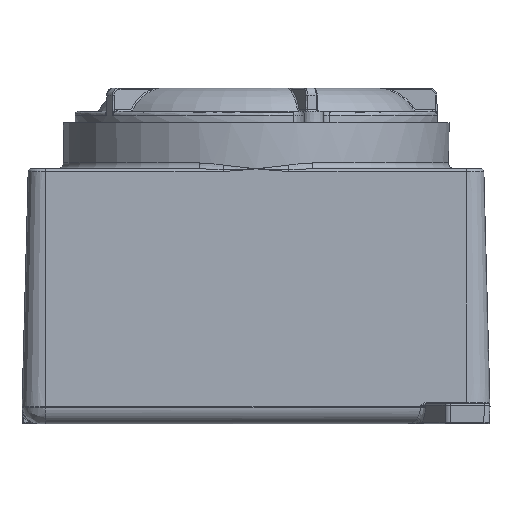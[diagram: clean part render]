
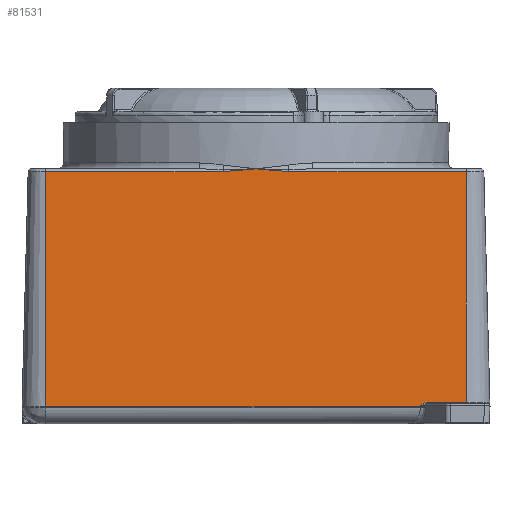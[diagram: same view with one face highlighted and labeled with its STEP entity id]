
A CAD part, front view. The second image highlights one B-rep face of the part: STEP entity #81531.
In plain terms, the highlighted planar face has unit normal (0, -1, 0.026).
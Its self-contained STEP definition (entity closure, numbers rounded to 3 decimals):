
#184=B_SPLINE_CURVE_WITH_KNOTS('',3,(#108078,#108079,#108080,#108081,#108082,
#108083,#108084,#108085),.UNSPECIFIED.,.F.,.F.,(4,1,1,2,4),(-0.355,
-0.142,-0.071,0.,0.001),
 .UNSPECIFIED.);
#186=B_SPLINE_CURVE_WITH_KNOTS('',3,(#108100,#108101,#108102,#108103,#108104),
 .UNSPECIFIED.,.F.,.F.,(4,1,4),(0.021,0.787,1.809),
 .UNSPECIFIED.);
#187=B_SPLINE_CURVE_WITH_KNOTS('',3,(#108108,#108109,#108110,#108111,#108112),
 .UNSPECIFIED.,.F.,.F.,(4,1,4),(3.477,4.5,5.266),
 .UNSPECIFIED.);
#4776=LINE('',#108036,#13367);
#4777=LINE('',#108096,#13368);
#4778=LINE('',#108098,#13369);
#4779=LINE('',#108114,#13370);
#4780=LINE('',#108116,#13371);
#4781=LINE('',#108118,#13372);
#4782=LINE('',#108119,#13373);
#13367=VECTOR('',#90617,0.394);
#13368=VECTOR('',#90620,0.394);
#13369=VECTOR('',#90621,0.394);
#13370=VECTOR('',#90624,0.394);
#13371=VECTOR('',#90625,0.394);
#13372=VECTOR('',#90626,0.394);
#13373=VECTOR('',#90627,0.394);
#21865=PLANE('',#86388);
#25668=ELLIPSE('',#86389,164.744,4.313);
#26101=FACE_OUTER_BOUND('',#30781,.T.);
#30781=EDGE_LOOP('',(#57292,#57293,#57294,#57295,#57296,#57297,#57298,#57299,
#57300,#57301,#57302));
#36508=VERTEX_POINT('',#108030);
#36509=VERTEX_POINT('',#108034);
#36510=VERTEX_POINT('',#108077);
#36511=VERTEX_POINT('',#108095);
#36512=VERTEX_POINT('',#108097);
#36513=VERTEX_POINT('',#108099);
#36514=VERTEX_POINT('',#108105);
#36515=VERTEX_POINT('',#108107);
#36516=VERTEX_POINT('',#108113);
#36517=VERTEX_POINT('',#108115);
#36518=VERTEX_POINT('',#108117);
#44727=EDGE_CURVE('',#36508,#36509,#4776,.T.);
#44728=EDGE_CURVE('',#36509,#36510,#184,.T.);
#44730=EDGE_CURVE('',#36511,#36508,#4777,.T.);
#44731=EDGE_CURVE('',#36512,#36511,#4778,.T.);
#44732=EDGE_CURVE('',#36513,#36512,#186,.T.);
#44733=EDGE_CURVE('',#36514,#36513,#25668,.T.);
#44734=EDGE_CURVE('',#36515,#36514,#187,.T.);
#44735=EDGE_CURVE('',#36516,#36515,#4779,.T.);
#44736=EDGE_CURVE('',#36516,#36517,#4780,.T.);
#44737=EDGE_CURVE('',#36517,#36518,#4781,.F.);
#44738=EDGE_CURVE('',#36510,#36518,#4782,.T.);
#57292=ORIENTED_EDGE('',*,*,#44728,.F.);
#57293=ORIENTED_EDGE('',*,*,#44727,.F.);
#57294=ORIENTED_EDGE('',*,*,#44730,.F.);
#57295=ORIENTED_EDGE('',*,*,#44731,.F.);
#57296=ORIENTED_EDGE('',*,*,#44732,.F.);
#57297=ORIENTED_EDGE('',*,*,#44733,.F.);
#57298=ORIENTED_EDGE('',*,*,#44734,.F.);
#57299=ORIENTED_EDGE('',*,*,#44735,.F.);
#57300=ORIENTED_EDGE('',*,*,#44736,.T.);
#57301=ORIENTED_EDGE('',*,*,#44737,.T.);
#57302=ORIENTED_EDGE('',*,*,#44738,.F.);
#81531=ADVANCED_FACE('',(#26101),#21865,.T.);
#86388=AXIS2_PLACEMENT_3D('',#108094,#90618,#90619);
#86389=AXIS2_PLACEMENT_3D('',#108106,#90622,#90623);
#90617=DIRECTION('',(-1.,0.,0.));
#90618=DIRECTION('center_axis',(0.,-1.,0.026));
#90619=DIRECTION('ref_axis',(0.,-0.026,-1.));
#90620=DIRECTION('',(0.,-0.026,-1.));
#90621=DIRECTION('',(1.,0.,0.));
#90622=DIRECTION('center_axis',(0.,-1.,0.026));
#90623=DIRECTION('ref_axis',(0.,-0.026,-1.));
#90624=DIRECTION('',(1.,0.,0.));
#90625=DIRECTION('',(0.,-0.026,-1.));
#90626=DIRECTION('',(-1.,0.,0.));
#90627=DIRECTION('',(0.015,-0.026,-1.));
#108030=CARTESIAN_POINT('',(4.563,-4.32,-5.063));
#108034=CARTESIAN_POINT('',(3.687,-4.32,-5.063));
#108036=CARTESIAN_POINT('',(-0.214,-4.32,-5.063));
#108077=CARTESIAN_POINT('',(3.563,-4.322,-5.124));
#108078=CARTESIAN_POINT('Ctrl Pts',(3.687,-4.32,
-5.063));
#108079=CARTESIAN_POINT('Ctrl Pts',(3.659,-4.32,
-5.063));
#108080=CARTESIAN_POINT('Ctrl Pts',(3.623,-4.32,-5.079));
#108081=CARTESIAN_POINT('Ctrl Pts',(3.585,-4.321,
-5.106));
#108082=CARTESIAN_POINT('Ctrl Pts',(3.57,-4.322,
-5.118));
#108083=CARTESIAN_POINT('Ctrl Pts',(3.563,-4.322,
-5.124));
#108084=CARTESIAN_POINT('Ctrl Pts',(3.563,-4.322,
-5.124));
#108085=CARTESIAN_POINT('Ctrl Pts',(3.563,-4.322,-5.124));
#108094=CARTESIAN_POINT('Origin',(-4.563,-4.188,0.));
#108095=CARTESIAN_POINT('',(4.563,-4.189,-0.061));
#108096=CARTESIAN_POINT('',(4.563,-4.188,0.));
#108097=CARTESIAN_POINT('',(0.711,-4.189,-0.061));
#108098=CARTESIAN_POINT('',(-2.281,-4.189,-0.061));
#108099=CARTESIAN_POINT('',(0.01,-4.188,-0.001));
#108100=CARTESIAN_POINT('Ctrl Pts',(0.01,-4.188,
-0.001));
#108101=CARTESIAN_POINT('Ctrl Pts',(0.11,-4.188,
-0.013));
#108102=CARTESIAN_POINT('Ctrl Pts',(0.343,-4.189,
-0.042));
#108103=CARTESIAN_POINT('Ctrl Pts',(0.577,-4.189,
-0.061));
#108104=CARTESIAN_POINT('Ctrl Pts',(0.711,-4.189,
-0.061));
#108105=CARTESIAN_POINT('',(-0.01,-4.188,-0.001));
#108106=CARTESIAN_POINT('Origin',(0.,0.125,164.686));
#108107=CARTESIAN_POINT('',(-0.711,-4.189,-0.061));
#108108=CARTESIAN_POINT('Ctrl Pts',(-0.711,-4.189,
-0.061));
#108109=CARTESIAN_POINT('Ctrl Pts',(-0.577,-4.189,
-0.061));
#108110=CARTESIAN_POINT('Ctrl Pts',(-0.343,-4.189,
-0.042));
#108111=CARTESIAN_POINT('Ctrl Pts',(-0.11,-4.188,
-0.013));
#108112=CARTESIAN_POINT('Ctrl Pts',(-0.01,-4.188,
-0.001));
#108113=CARTESIAN_POINT('',(-4.563,-4.189,-0.061));
#108114=CARTESIAN_POINT('',(-2.281,-4.189,-0.061));
#108115=CARTESIAN_POINT('',(-4.563,-4.323,-5.156));
#108116=CARTESIAN_POINT('',(-4.563,-4.188,0.));
#108117=CARTESIAN_POINT('',(3.563,-4.323,-5.156));
#108118=CARTESIAN_POINT('',(-2.281,-4.323,-5.156));
#108119=CARTESIAN_POINT('',(3.527,-4.259,-2.72));
